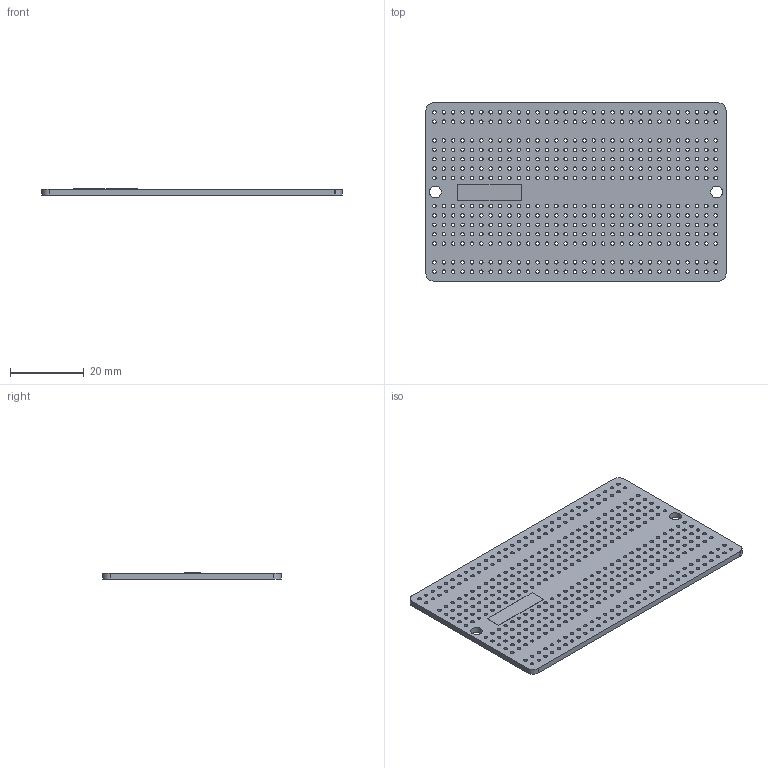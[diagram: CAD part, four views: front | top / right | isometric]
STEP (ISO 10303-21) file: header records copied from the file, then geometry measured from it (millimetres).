
FILE_DESCRIPTION(/* description */ (''),/* implementation_level */ '2;1');
FILE_NAME(/* name */ 'Half_Proto_Breadboard.step',/* time_stamp */ '2025-04-30T13:01:55+02:00',/* author */ (''),/* organization */ (''),/* preprocessor_version */ 'ST-DEVELOPER v20.1',/* originating_system */ 'Autodesk Translation Framework v14.4.0.0',/* authorisation */ '');
FILE_SCHEMA (('AUTOMOTIVE_DESIGN { 1 0 10303 214 3 1 1 }'));
Length unit declared in the file: millimetre
Products named in the file (3): Half_Proto_Breadboard; Packages; LASKKIT_20MM_SILKSCREEN
Assembly tree (2 placements, depth 3):
  Half_Proto_Breadboard
    Packages
      LASKKIT_20MM_SILKSCREEN
Bounding box: 81.28 x 48.26 x 1.67 mm (x, y, z)
Volume: 5652.3 mm3; surface area: 9812.2 mm2
Topology: 2 solids, 2 shells, 455 faces, 1353 edges, 902 vertices
Faces by surface type: cylinder 440, plane 15
Full cylindrical faces by diameter (mm): 0.95 x434, 3.2 x2
Entity records: 17639 total; most frequent: DIRECTION 3153, CARTESIAN_POINT 2715, ORIENTED_EDGE 2706, EDGE_CURVE 1353, AXIS2_PLACEMENT_3D 1340, EDGE_LOOP 1327, VERTEX_POINT 902, CIRCLE 880
